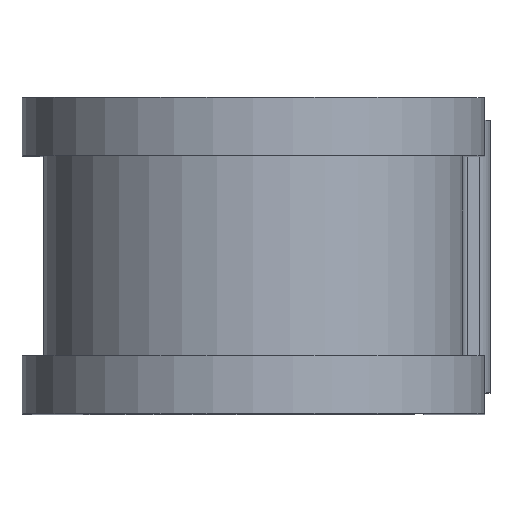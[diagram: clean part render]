
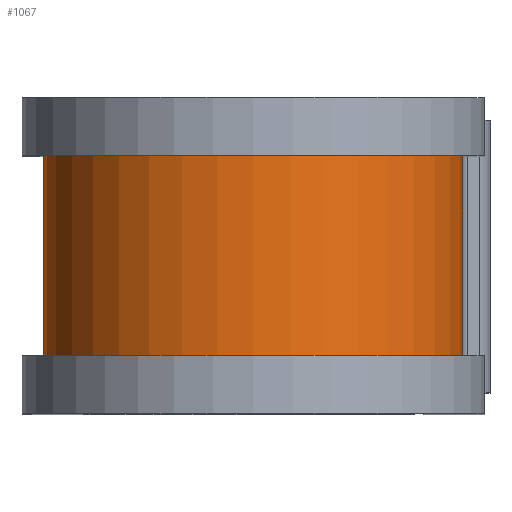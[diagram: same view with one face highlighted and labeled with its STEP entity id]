
A CAD part, top view. The second image highlights one B-rep face of the part: STEP entity #1067.
In plain terms, the highlighted cylindrical face has radius 14.643 mm (diameter 29.286 mm), a partial arc.
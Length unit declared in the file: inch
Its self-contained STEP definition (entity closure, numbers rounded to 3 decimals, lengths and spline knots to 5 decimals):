
#11 = DIRECTION ( 'NONE',  ( 0., -1., 0. ) ) ;
#109 = DIRECTION ( 'NONE',  ( 0., -1., 0. ) ) ;
#154 = CARTESIAN_POINT ( 'NONE',  ( 0.5765, 0.375, 0.937 ) ) ;
#204 = CARTESIAN_POINT ( 'NONE',  ( 0., 0.275, 0.937 ) ) ;
#264 = EDGE_CURVE ( 'NONE', #465, #833, #2025, .T. ) ;
#270 = CARTESIAN_POINT ( 'NONE',  ( 0.5765, 0.275, 0.937 ) ) ;
#291 = DIRECTION ( 'NONE',  ( 0., 0., -1. ) ) ;
#294 = EDGE_LOOP ( 'NONE', ( #1892, #785, #1119, #754 ) ) ;
#322 = EDGE_CURVE ( 'NONE', #833, #983, #1758, .T. ) ;
#334 = CARTESIAN_POINT ( 'NONE',  ( -0.5765, 0.275, 0.937 ) ) ;
#379 = CARTESIAN_POINT ( 'NONE',  ( 0., -0.275, 0.937 ) ) ;
#465 = VERTEX_POINT ( 'NONE', #270 ) ;
#578 = DIRECTION ( 'NONE',  ( 0., 0., -1. ) ) ;
#606 = CARTESIAN_POINT ( 'NONE',  ( 0.5765, -0.275, 0.937 ) ) ;
#653 = CYLINDRICAL_SURFACE ( 'NONE', #2050, 0.5765 ) ;
#664 = EDGE_CURVE ( 'NONE', #465, #1036, #1825, .T. ) ;
#679 = FACE_OUTER_BOUND ( 'NONE', #294, .T. ) ;
#754 = ORIENTED_EDGE ( 'NONE', *, *, #897, .F. ) ;
#785 = ORIENTED_EDGE ( 'NONE', *, *, #264, .T. ) ;
#808 = AXIS2_PLACEMENT_3D ( 'NONE', #204, #11, #1547 ) ;
#833 = VERTEX_POINT ( 'NONE', #334 ) ;
#897 = EDGE_CURVE ( 'NONE', #1036, #983, #2000, .T. ) ;
#961 = CARTESIAN_POINT ( 'NONE',  ( -0.5765, -0.275, 0.937 ) ) ;
#983 = VERTEX_POINT ( 'NONE', #961 ) ;
#1036 = VERTEX_POINT ( 'NONE', #606 ) ;
#1067 = ADVANCED_FACE ( 'NONE', ( #679 ), #653, .T. ) ;
#1112 = CARTESIAN_POINT ( 'NONE',  ( -0.5765, 0.375, 0.937 ) ) ;
#1119 = ORIENTED_EDGE ( 'NONE', *, *, #322, .T. ) ;
#1233 = DIRECTION ( 'NONE',  ( 0., -1., 0. ) ) ;
#1509 = DIRECTION ( 'NONE',  ( 0., -1., 0. ) ) ;
#1541 = DIRECTION ( 'NONE',  ( 0., -1., 0. ) ) ;
#1547 = DIRECTION ( 'NONE',  ( 0., 0., -1. ) ) ;
#1616 = CARTESIAN_POINT ( 'NONE',  ( 0., 0.375, 0.937 ) ) ;
#1734 = VECTOR ( 'NONE', #1233, 39.37008 ) ;
#1758 = LINE ( 'NONE', #1112, #1734 ) ;
#1779 = AXIS2_PLACEMENT_3D ( 'NONE', #379, #1541, #578 ) ;
#1798 = VECTOR ( 'NONE', #1509, 39.37008 ) ;
#1825 = LINE ( 'NONE', #154, #1798 ) ;
#1892 = ORIENTED_EDGE ( 'NONE', *, *, #664, .F. ) ;
#2000 = CIRCLE ( 'NONE', #1779, 0.5765 ) ;
#2025 = CIRCLE ( 'NONE', #808, 0.5765 ) ;
#2050 = AXIS2_PLACEMENT_3D ( 'NONE', #1616, #109, #291 ) ;
